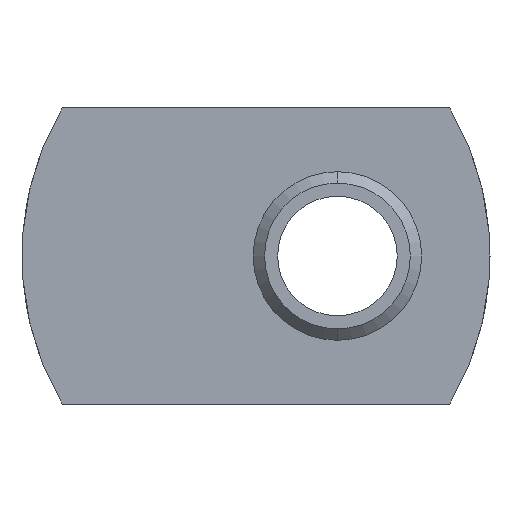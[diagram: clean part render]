
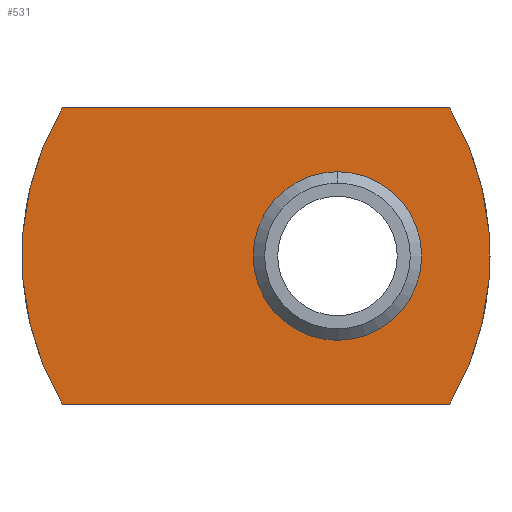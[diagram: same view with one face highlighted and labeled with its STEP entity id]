
A CAD part, front view. The second image highlights one B-rep face of the part: STEP entity #531.
In plain terms, the highlighted planar face has unit normal (0, -1, 0).
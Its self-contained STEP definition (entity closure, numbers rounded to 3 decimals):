
#4 = VERTEX_POINT ( 'NONE', #499 ) ;
#14 = CARTESIAN_POINT ( 'NONE',  ( -8.5, 0., 6.5 ) ) ;
#18 = DIRECTION ( 'NONE',  ( 0., -1., 0. ) ) ;
#27 = VERTEX_POINT ( 'NONE', #558 ) ;
#39 = AXIS2_PLACEMENT_3D ( 'NONE', #318, #130, #545 ) ;
#66 = VECTOR ( 'NONE', #458, 1000. ) ;
#74 = FACE_BOUND ( 'NONE', #175, .T. ) ;
#86 = CIRCLE ( 'NONE', #277, 3.7 ) ;
#94 = DIRECTION ( 'NONE',  ( -1., 0., 0. ) ) ;
#113 = AXIS2_PLACEMENT_3D ( 'NONE', #529, #281, #482 ) ;
#130 = DIRECTION ( 'NONE',  ( 0., 1., 0. ) ) ;
#140 = AXIS2_PLACEMENT_3D ( 'NONE', #213, #18, #432 ) ;
#143 = LINE ( 'NONE', #322, #534 ) ;
#154 = ORIENTED_EDGE ( 'NONE', *, *, #583, .F. ) ;
#175 = EDGE_LOOP ( 'NONE', ( #217, #433 ) ) ;
#213 = CARTESIAN_POINT ( 'NONE',  ( -2.514, 0., 0. ) ) ;
#217 = ORIENTED_EDGE ( 'NONE', *, *, #528, .F. ) ;
#230 = DIRECTION ( 'NONE',  ( 0., 0., -1. ) ) ;
#255 = DIRECTION ( 'NONE',  ( 0., -1., 0. ) ) ;
#277 = AXIS2_PLACEMENT_3D ( 'NONE', #579, #282, #230 ) ;
#280 = EDGE_CURVE ( 'NONE', #366, #421, #343, .T. ) ;
#281 = DIRECTION ( 'NONE',  ( 0., 1., 0. ) ) ;
#282 = DIRECTION ( 'NONE',  ( 0., -1., 0. ) ) ;
#290 = DIRECTION ( 'NONE',  ( 0., 0., -1. ) ) ;
#311 = EDGE_CURVE ( 'NONE', #487, #541, #483, .T. ) ;
#318 = CARTESIAN_POINT ( 'NONE',  ( 2.514, 0., 0. ) ) ;
#322 = CARTESIAN_POINT ( 'NONE',  ( -8.5, 0., -6.5 ) ) ;
#343 = CIRCLE ( 'NONE', #113, 12.789 ) ;
#349 = CARTESIAN_POINT ( 'NONE',  ( 3.575, 0., 0. ) ) ;
#351 = EDGE_CURVE ( 'NONE', #421, #487, #143, .T. ) ;
#366 = VERTEX_POINT ( 'NONE', #543 ) ;
#387 = CARTESIAN_POINT ( 'NONE',  ( -8.5, 0., 6.5 ) ) ;
#395 = AXIS2_PLACEMENT_3D ( 'NONE', #349, #255, #290 ) ;
#421 = VERTEX_POINT ( 'NONE', #468 ) ;
#432 = DIRECTION ( 'NONE',  ( 0., 0., -1. ) ) ;
#433 = ORIENTED_EDGE ( 'NONE', *, *, #573, .F. ) ;
#445 = ORIENTED_EDGE ( 'NONE', *, *, #311, .F. ) ;
#454 = ORIENTED_EDGE ( 'NONE', *, *, #351, .F. ) ;
#458 = DIRECTION ( 'NONE',  ( 1., 0., 0. ) ) ;
#467 = ORIENTED_EDGE ( 'NONE', *, *, #280, .F. ) ;
#468 = CARTESIAN_POINT ( 'NONE',  ( 8.5, 0., -6.5 ) ) ;
#480 = FACE_OUTER_BOUND ( 'NONE', #495, .T. ) ;
#482 = DIRECTION ( 'NONE',  ( 0., 0., -1. ) ) ;
#483 = CIRCLE ( 'NONE', #39, 12.789 ) ;
#487 = VERTEX_POINT ( 'NONE', #559 ) ;
#495 = EDGE_LOOP ( 'NONE', ( #467, #154, #445, #454 ) ) ;
#499 = CARTESIAN_POINT ( 'NONE',  ( 3.575, 0., -3.7 ) ) ;
#528 = EDGE_CURVE ( 'NONE', #27, #4, #563, .T. ) ;
#529 = CARTESIAN_POINT ( 'NONE',  ( -2.514, 0., 0. ) ) ;
#531 = ADVANCED_FACE ( 'NONE', ( #74, #480 ), #571, .T. ) ;
#534 = VECTOR ( 'NONE', #94, 1000. ) ;
#541 = VERTEX_POINT ( 'NONE', #387 ) ;
#543 = CARTESIAN_POINT ( 'NONE',  ( 8.5, 0., 6.5 ) ) ;
#545 = DIRECTION ( 'NONE',  ( 0., 0., 1. ) ) ;
#558 = CARTESIAN_POINT ( 'NONE',  ( 3.575, 0., 3.7 ) ) ;
#559 = CARTESIAN_POINT ( 'NONE',  ( -8.5, 0., -6.5 ) ) ;
#563 = CIRCLE ( 'NONE', #395, 3.7 ) ;
#566 = LINE ( 'NONE', #14, #66 ) ;
#571 = PLANE ( 'NONE',  #140 ) ;
#573 = EDGE_CURVE ( 'NONE', #4, #27, #86, .T. ) ;
#579 = CARTESIAN_POINT ( 'NONE',  ( 3.575, 0., 0. ) ) ;
#583 = EDGE_CURVE ( 'NONE', #541, #366, #566, .T. ) ;
